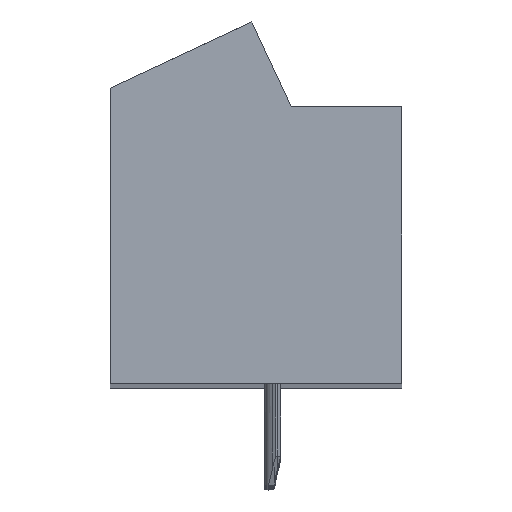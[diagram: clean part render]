
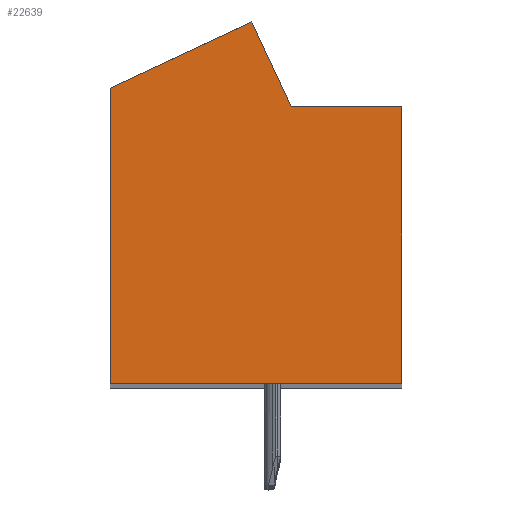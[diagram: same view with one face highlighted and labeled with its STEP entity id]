
A CAD part, top view. The second image highlights one B-rep face of the part: STEP entity #22639.
In plain terms, the highlighted planar face has unit normal (0, 0, 1).
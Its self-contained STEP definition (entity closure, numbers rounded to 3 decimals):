
#7993=DIRECTION('',(-1.,0.,0.));
#7994=VECTOR('',#7993,3.79);
#7995=CARTESIAN_POINT('',(5.002,3.3,86.75));
#7996=LINE('',#7995,#7994);
#7997=DIRECTION('',(0.,1.,0.));
#7998=VECTOR('',#7997,9.5);
#7999=CARTESIAN_POINT('',(5.002,-6.2,86.75));
#8000=LINE('',#7999,#7998);
#8001=DIRECTION('',(1.,0.,0.));
#8002=VECTOR('',#8001,10.);
#8003=CARTESIAN_POINT('',(-4.998,-6.2,86.75));
#8004=LINE('',#8003,#8002);
#8005=DIRECTION('',(0.,-1.,0.));
#8006=VECTOR('',#8005,10.135);
#8007=CARTESIAN_POINT('',(-4.998,3.935,86.75));
#8008=LINE('',#8007,#8006);
#8009=DIRECTION('',(-0.906,-0.423,0.));
#8010=VECTOR('',#8009,5.36);
#8011=CARTESIAN_POINT('',(-0.14,6.2,86.75));
#8012=LINE('',#8011,#8010);
#8013=DIRECTION('',(-0.423,0.906,0.));
#8014=VECTOR('',#8013,3.2);
#8015=CARTESIAN_POINT('',(1.212,3.3,86.75));
#8016=LINE('',#8015,#8014);
#9703=CARTESIAN_POINT('',(5.002,3.3,86.75));
#9704=CARTESIAN_POINT('',(1.212,3.3,86.75));
#9705=VERTEX_POINT('',#9703);
#9706=VERTEX_POINT('',#9704);
#9707=CARTESIAN_POINT('',(-0.14,6.2,86.75));
#9708=VERTEX_POINT('',#9707);
#9709=CARTESIAN_POINT('',(-4.998,3.935,86.75));
#9710=VERTEX_POINT('',#9709);
#9711=CARTESIAN_POINT('',(-4.998,-6.2,86.75));
#9712=VERTEX_POINT('',#9711);
#9713=CARTESIAN_POINT('',(5.002,-6.2,86.75));
#9714=VERTEX_POINT('',#9713);
#22626=CARTESIAN_POINT('',(0.,0.,86.75));
#22627=DIRECTION('',(0.,0.,1.));
#22628=DIRECTION('',(1.,0.,0.));
#22629=AXIS2_PLACEMENT_3D('',#22626,#22627,#22628);
#22630=PLANE('',#22629);
#22631=ORIENTED_EDGE('',*,*,#12432,.F.);
#22632=ORIENTED_EDGE('',*,*,#12447,.F.);
#22633=ORIENTED_EDGE('',*,*,#12461,.F.);
#22634=ORIENTED_EDGE('',*,*,#12806,.F.);
#22635=ORIENTED_EDGE('',*,*,#13177,.F.);
#22636=ORIENTED_EDGE('',*,*,#22620,.F.);
#22637=EDGE_LOOP('',(#22631,#22632,#22633,#22634,#22635,#22636));
#22638=FACE_OUTER_BOUND('',#22637,.F.);
#12432=EDGE_CURVE('',#9705,#9706,#7996,.T.);
#12447=EDGE_CURVE('',#9714,#9705,#8000,.T.);
#12461=EDGE_CURVE('',#9712,#9714,#8004,.T.);
#12806=EDGE_CURVE('',#9710,#9712,#8008,.T.);
#13177=EDGE_CURVE('',#9708,#9710,#8012,.T.);
#22620=EDGE_CURVE('',#9706,#9708,#8016,.T.);
#22639=ADVANCED_FACE('',(#22638),#22630,.T.);
